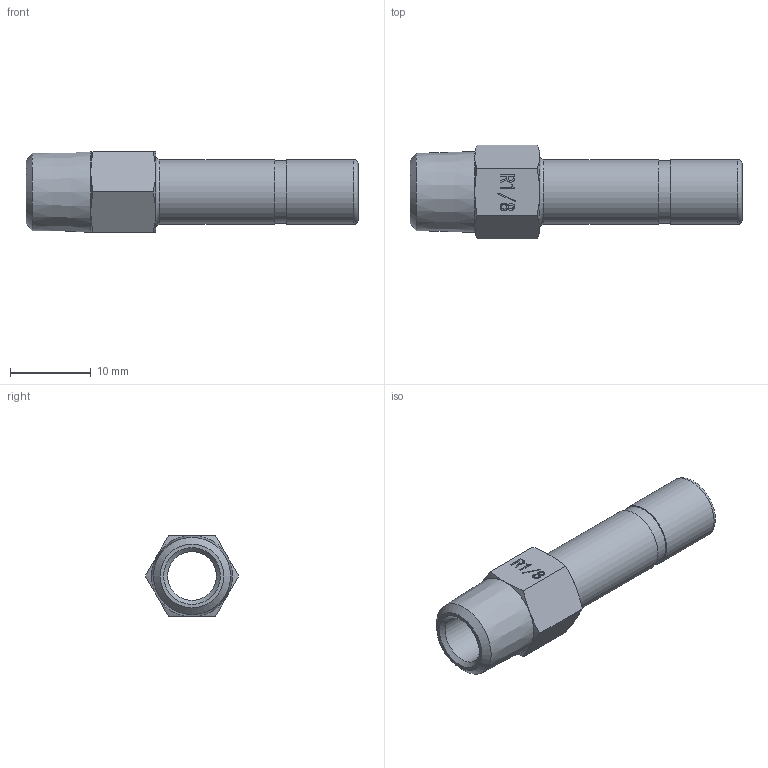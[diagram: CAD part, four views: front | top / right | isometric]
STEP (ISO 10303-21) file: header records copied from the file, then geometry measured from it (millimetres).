
FILE_DESCRIPTION((''),'2;1');
FILE_NAME('F-PCJ BODY 0801.stp','2020-11-23T08:33:27',('Administrator'),(''),'Autodesk Inventor 2013','Autodesk Inventor 2013','');
FILE_SCHEMA(('CONFIG_CONTROL_DESIGN'));
Length unit declared in the file: millimetre
Products named in the file (1): F-PCJ BODY 0801
Bounding box: 41 x 11.55 x 10 mm (x, y, z)
Volume: 1365.3 mm3; surface area: 2012.3 mm2
Topology: 1 solids, 1 shells, 116 faces, 281 edges, 182 vertices
Faces by surface type: plane 48, bspline 44, cone 15, cylinder 7, torus 2
Full cylindrical faces by diameter (mm): 1.657 x1, 6 x1, 7.7 x1, 8 x2
Entity records: 3407 total; most frequent: CARTESIAN_POINT 1037, ORIENTED_EDGE 540, DIRECTION 348, EDGE_CURVE 270, VERTEX_POINT 182, EDGE_LOOP 144, VECTOR 126, LINE 126
